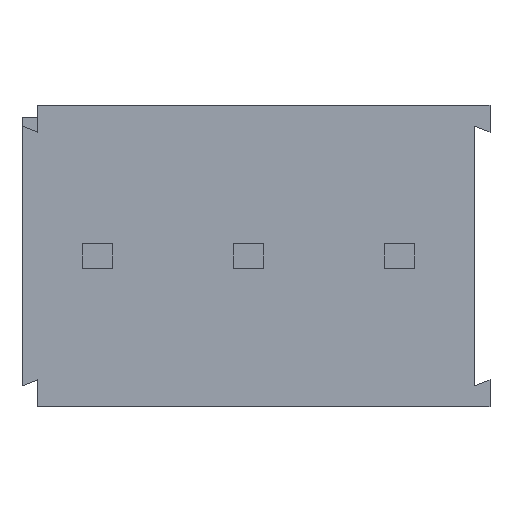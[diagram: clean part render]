
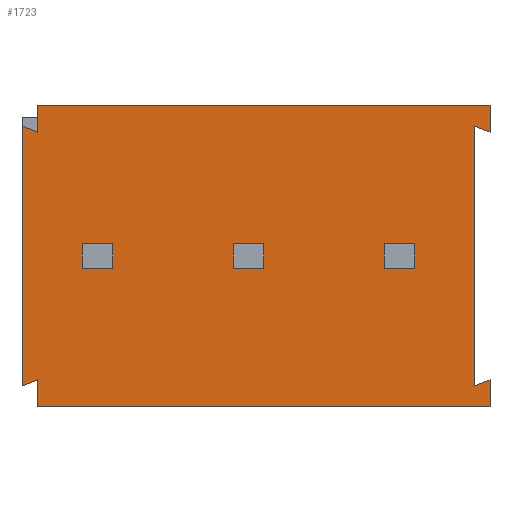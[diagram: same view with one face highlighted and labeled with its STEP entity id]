
A CAD part, front view. The second image highlights one B-rep face of the part: STEP entity #1723.
In plain terms, the highlighted planar face has unit normal (0, -1, 0).
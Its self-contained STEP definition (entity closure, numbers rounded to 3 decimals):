
#142=DIRECTION('',(0.,0.,-1.));
#143=VECTOR('',#142,8.6);
#144=CARTESIAN_POINT('',(-7.5,-19.,-0.7));
#145=LINE('',#144,#143);
#358=DIRECTION('',(0.928,0.,0.371));
#359=VECTOR('',#358,0.539);
#360=CARTESIAN_POINT('',(-7.5,-19.,-9.3));
#361=LINE('',#360,#359);
#362=DIRECTION('',(-0.928,0.,0.371));
#363=VECTOR('',#362,0.539);
#364=CARTESIAN_POINT('',(-7.,-19.,-0.9));
#365=LINE('',#364,#363);
#366=DIRECTION('',(0.,0.,-1.));
#367=VECTOR('',#366,0.9);
#368=CARTESIAN_POINT('',(-7.,-19.,0.));
#369=LINE('',#368,#367);
#370=DIRECTION('',(1.,0.,0.));
#371=VECTOR('',#370,15.);
#372=CARTESIAN_POINT('',(-7.,-19.,0.));
#373=LINE('',#372,#371);
#374=DIRECTION('',(0.,0.,-1.));
#375=VECTOR('',#374,0.9);
#376=CARTESIAN_POINT('',(8.,-19.,0.));
#377=LINE('',#376,#375);
#378=DIRECTION('',(-0.928,0.,0.371));
#379=VECTOR('',#378,0.539);
#380=CARTESIAN_POINT('',(8.,-19.,-0.9));
#381=LINE('',#380,#379);
#382=DIRECTION('',(0.928,0.,0.371));
#383=VECTOR('',#382,0.539);
#384=CARTESIAN_POINT('',(7.5,-19.,-9.3));
#385=LINE('',#384,#383);
#386=DIRECTION('',(0.,0.,-1.));
#387=VECTOR('',#386,0.9);
#388=CARTESIAN_POINT('',(8.,-19.,-9.1));
#389=LINE('',#388,#387);
#390=DIRECTION('',(-1.,0.,0.));
#391=VECTOR('',#390,15.);
#392=CARTESIAN_POINT('',(8.,-19.,-10.));
#393=LINE('',#392,#391);
#394=DIRECTION('',(0.,0.,1.));
#395=VECTOR('',#394,0.9);
#396=CARTESIAN_POINT('',(-7.,-19.,-10.));
#397=LINE('',#396,#395);
#398=DIRECTION('',(-1.,0.,0.));
#399=VECTOR('',#398,1.);
#400=CARTESIAN_POINT('',(5.5,-19.,-5.4));
#401=LINE('',#400,#399);
#402=DIRECTION('',(0.,0.,1.));
#403=VECTOR('',#402,0.8);
#404=CARTESIAN_POINT('',(5.5,-19.,-5.4));
#405=LINE('',#404,#403);
#406=DIRECTION('',(-1.,0.,0.));
#407=VECTOR('',#406,1.);
#408=CARTESIAN_POINT('',(5.5,-19.,-4.6));
#409=LINE('',#408,#407);
#410=DIRECTION('',(0.,0.,1.));
#411=VECTOR('',#410,0.8);
#412=CARTESIAN_POINT('',(4.5,-19.,-5.4));
#413=LINE('',#412,#411);
#414=DIRECTION('',(-1.,0.,0.));
#415=VECTOR('',#414,1.);
#416=CARTESIAN_POINT('',(0.5,-19.,-5.4));
#417=LINE('',#416,#415);
#418=DIRECTION('',(0.,0.,1.));
#419=VECTOR('',#418,0.8);
#420=CARTESIAN_POINT('',(0.5,-19.,-5.4));
#421=LINE('',#420,#419);
#422=DIRECTION('',(-1.,0.,0.));
#423=VECTOR('',#422,1.);
#424=CARTESIAN_POINT('',(0.5,-19.,-4.6));
#425=LINE('',#424,#423);
#426=DIRECTION('',(0.,0.,1.));
#427=VECTOR('',#426,0.8);
#428=CARTESIAN_POINT('',(-0.5,-19.,-5.4));
#429=LINE('',#428,#427);
#430=DIRECTION('',(-1.,0.,0.));
#431=VECTOR('',#430,1.);
#432=CARTESIAN_POINT('',(-4.5,-19.,-5.4));
#433=LINE('',#432,#431);
#434=DIRECTION('',(0.,0.,1.));
#435=VECTOR('',#434,0.8);
#436=CARTESIAN_POINT('',(-4.5,-19.,-5.4));
#437=LINE('',#436,#435);
#438=DIRECTION('',(-1.,0.,0.));
#439=VECTOR('',#438,1.);
#440=CARTESIAN_POINT('',(-4.5,-19.,-4.6));
#441=LINE('',#440,#439);
#442=DIRECTION('',(0.,0.,1.));
#443=VECTOR('',#442,0.8);
#444=CARTESIAN_POINT('',(-5.5,-19.,-5.4));
#445=LINE('',#444,#443);
#638=DIRECTION('',(0.,0.,-1.));
#639=VECTOR('',#638,8.6);
#640=CARTESIAN_POINT('',(7.5,-19.,-0.7));
#641=LINE('',#640,#639);
#1206=CARTESIAN_POINT('',(8.,-19.,0.));
#1207=CARTESIAN_POINT('',(8.,-19.,-0.9));
#1208=VERTEX_POINT('',#1206);
#1209=VERTEX_POINT('',#1207);
#1212=CARTESIAN_POINT('',(7.5,-19.,-0.7));
#1213=VERTEX_POINT('',#1212);
#1218=CARTESIAN_POINT('',(8.,-19.,-9.1));
#1219=CARTESIAN_POINT('',(8.,-19.,-10.));
#1220=VERTEX_POINT('',#1218);
#1221=VERTEX_POINT('',#1219);
#1224=CARTESIAN_POINT('',(7.5,-19.,-9.3));
#1225=VERTEX_POINT('',#1224);
#1227=CARTESIAN_POINT('',(-7.,-19.,-9.1));
#1229=VERTEX_POINT('',#1227);
#1236=CARTESIAN_POINT('',(-7.,-19.,-0.9));
#1237=VERTEX_POINT('',#1236);
#1246=CARTESIAN_POINT('',(5.5,-19.,-5.4));
#1247=VERTEX_POINT('',#1246);
#1248=CARTESIAN_POINT('',(4.5,-19.,-5.4));
#1249=VERTEX_POINT('',#1248);
#1250=CARTESIAN_POINT('',(5.5,-19.,-4.6));
#1251=VERTEX_POINT('',#1250);
#1252=CARTESIAN_POINT('',(4.5,-19.,-4.6));
#1253=VERTEX_POINT('',#1252);
#1262=CARTESIAN_POINT('',(0.5,-19.,-5.4));
#1263=VERTEX_POINT('',#1262);
#1264=CARTESIAN_POINT('',(-0.5,-19.,-5.4));
#1265=VERTEX_POINT('',#1264);
#1266=CARTESIAN_POINT('',(0.5,-19.,-4.6));
#1267=VERTEX_POINT('',#1266);
#1268=CARTESIAN_POINT('',(-0.5,-19.,-4.6));
#1269=VERTEX_POINT('',#1268);
#1278=CARTESIAN_POINT('',(-4.5,-19.,-5.4));
#1279=VERTEX_POINT('',#1278);
#1280=CARTESIAN_POINT('',(-5.5,-19.,-5.4));
#1281=VERTEX_POINT('',#1280);
#1282=CARTESIAN_POINT('',(-4.5,-19.,-4.6));
#1283=VERTEX_POINT('',#1282);
#1284=CARTESIAN_POINT('',(-5.5,-19.,-4.6));
#1285=VERTEX_POINT('',#1284);
#1290=CARTESIAN_POINT('',(-7.5,-19.,-9.3));
#1292=VERTEX_POINT('',#1290);
#1294=CARTESIAN_POINT('',(-7.5,-19.,-0.7));
#1295=VERTEX_POINT('',#1294);
#1296=CARTESIAN_POINT('',(-7.,-19.,-10.));
#1298=VERTEX_POINT('',#1296);
#1302=CARTESIAN_POINT('',(-7.,-19.,0.));
#1303=VERTEX_POINT('',#1302);
#1666=CARTESIAN_POINT('',(-7.5,-19.,0.));
#1667=DIRECTION('',(0.,-1.,0.));
#1668=DIRECTION('',(0.,0.,-1.));
#1669=AXIS2_PLACEMENT_3D('',#1666,#1667,#1668);
#1670=PLANE('',#1669);
#1671=ORIENTED_EDGE('',*,*,#1647,.F.);
#1672=ORIENTED_EDGE('',*,*,#1313,.F.);
#1674=ORIENTED_EDGE('',*,*,#1673,.F.);
#1675=ORIENTED_EDGE('',*,*,#1355,.F.);
#1677=ORIENTED_EDGE('',*,*,#1676,.T.);
#1679=ORIENTED_EDGE('',*,*,#1678,.T.);
#1681=ORIENTED_EDGE('',*,*,#1680,.T.);
#1683=ORIENTED_EDGE('',*,*,#1682,.T.);
#1685=ORIENTED_EDGE('',*,*,#1684,.T.);
#1687=ORIENTED_EDGE('',*,*,#1686,.T.);
#1689=ORIENTED_EDGE('',*,*,#1688,.T.);
#1690=ORIENTED_EDGE('',*,*,#1658,.T.);
#1691=EDGE_LOOP('',(#1671,#1672,#1674,#1675,#1677,#1679,#1681,#1683,#1685,#1687,
#1689,#1690));
#1692=FACE_OUTER_BOUND('',#1691,.F.);
#1694=ORIENTED_EDGE('',*,*,#1693,.F.);
#1696=ORIENTED_EDGE('',*,*,#1695,.T.);
#1698=ORIENTED_EDGE('',*,*,#1697,.T.);
#1700=ORIENTED_EDGE('',*,*,#1699,.F.);
#1701=EDGE_LOOP('',(#1694,#1696,#1698,#1700));
#1702=FACE_BOUND('',#1701,.F.);
#1704=ORIENTED_EDGE('',*,*,#1703,.F.);
#1706=ORIENTED_EDGE('',*,*,#1705,.T.);
#1708=ORIENTED_EDGE('',*,*,#1707,.T.);
#1710=ORIENTED_EDGE('',*,*,#1709,.F.);
#1711=EDGE_LOOP('',(#1704,#1706,#1708,#1710));
#1712=FACE_BOUND('',#1711,.F.);
#1714=ORIENTED_EDGE('',*,*,#1713,.F.);
#1716=ORIENTED_EDGE('',*,*,#1715,.T.);
#1718=ORIENTED_EDGE('',*,*,#1717,.T.);
#1720=ORIENTED_EDGE('',*,*,#1719,.F.);
#1721=EDGE_LOOP('',(#1714,#1716,#1718,#1720));
#1722=FACE_BOUND('',#1721,.F.);
#1313=EDGE_CURVE('',#1295,#1292,#145,.T.);
#1355=EDGE_CURVE('',#1303,#1237,#369,.T.);
#1647=EDGE_CURVE('',#1292,#1229,#361,.T.);
#1658=EDGE_CURVE('',#1298,#1229,#397,.T.);
#1673=EDGE_CURVE('',#1237,#1295,#365,.T.);
#1676=EDGE_CURVE('',#1303,#1208,#373,.T.);
#1678=EDGE_CURVE('',#1208,#1209,#377,.T.);
#1680=EDGE_CURVE('',#1209,#1213,#381,.T.);
#1682=EDGE_CURVE('',#1213,#1225,#641,.T.);
#1684=EDGE_CURVE('',#1225,#1220,#385,.T.);
#1686=EDGE_CURVE('',#1220,#1221,#389,.T.);
#1688=EDGE_CURVE('',#1221,#1298,#393,.T.);
#1693=EDGE_CURVE('',#1247,#1249,#401,.T.);
#1695=EDGE_CURVE('',#1247,#1251,#405,.T.);
#1697=EDGE_CURVE('',#1251,#1253,#409,.T.);
#1699=EDGE_CURVE('',#1249,#1253,#413,.T.);
#1703=EDGE_CURVE('',#1263,#1265,#417,.T.);
#1705=EDGE_CURVE('',#1263,#1267,#421,.T.);
#1707=EDGE_CURVE('',#1267,#1269,#425,.T.);
#1709=EDGE_CURVE('',#1265,#1269,#429,.T.);
#1713=EDGE_CURVE('',#1279,#1281,#433,.T.);
#1715=EDGE_CURVE('',#1279,#1283,#437,.T.);
#1717=EDGE_CURVE('',#1283,#1285,#441,.T.);
#1719=EDGE_CURVE('',#1281,#1285,#445,.T.);
#1723=ADVANCED_FACE('',(#1692,#1702,#1712,#1722),#1670,.T.);
